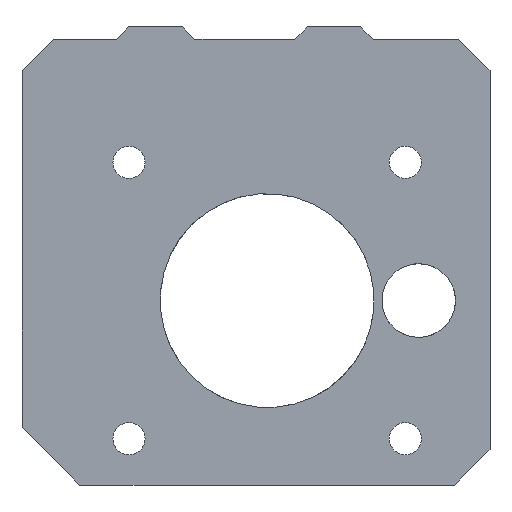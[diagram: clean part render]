
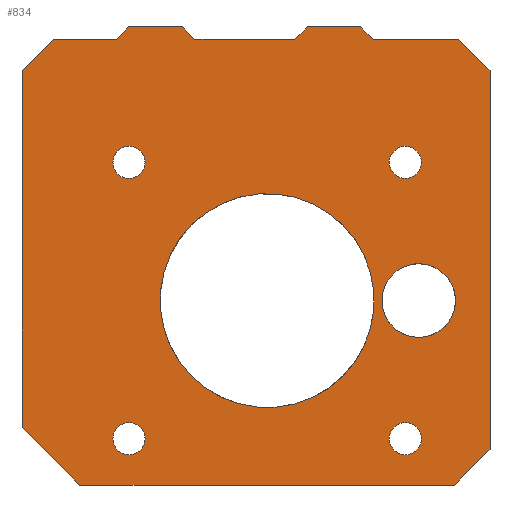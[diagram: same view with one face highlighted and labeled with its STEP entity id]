
A CAD part, front view. The second image highlights one B-rep face of the part: STEP entity #834.
In plain terms, the highlighted planar face has unit normal (0, -1, 0).
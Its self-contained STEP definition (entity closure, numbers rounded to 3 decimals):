
#32=FACE_BOUND('',#144,.T.);
#33=FACE_BOUND('',#145,.T.);
#34=FACE_BOUND('',#146,.T.);
#35=FACE_BOUND('',#147,.T.);
#36=FACE_BOUND('',#148,.T.);
#37=FACE_BOUND('',#149,.T.);
#66=CIRCLE('',#889,4.125);
#67=CIRCLE('',#890,1.8);
#68=CIRCLE('',#891,1.8);
#69=CIRCLE('',#892,1.8);
#70=CIRCLE('',#893,1.8);
#71=CIRCLE('',#894,12.);
#94=FACE_OUTER_BOUND('',#143,.T.);
#143=EDGE_LOOP('',(#624,#625,#626,#627,#628,#629,#630,#631,#632,#633,#634,
#635,#636,#637,#638,#639));
#144=EDGE_LOOP('',(#640));
#145=EDGE_LOOP('',(#641));
#146=EDGE_LOOP('',(#642));
#147=EDGE_LOOP('',(#643));
#148=EDGE_LOOP('',(#644));
#149=EDGE_LOOP('',(#645));
#209=LINE('',#1186,#293);
#213=LINE('',#1195,#297);
#217=LINE('',#1204,#301);
#221=LINE('',#1213,#305);
#223=LINE('',#1217,#307);
#227=LINE('',#1225,#311);
#231=LINE('',#1232,#315);
#235=LINE('',#1239,#319);
#246=LINE('',#1275,#330);
#247=LINE('',#1277,#331);
#248=LINE('',#1279,#332);
#249=LINE('',#1280,#333);
#250=LINE('',#1282,#334);
#251=LINE('',#1284,#335);
#252=LINE('',#1285,#336);
#253=LINE('',#1286,#337);
#293=VECTOR('',#952,10.);
#297=VECTOR('',#958,10.);
#301=VECTOR('',#964,10.);
#305=VECTOR('',#970,10.);
#307=VECTOR('',#974,10.);
#311=VECTOR('',#978,10.);
#315=VECTOR('',#984,10.);
#319=VECTOR('',#990,10.);
#330=VECTOR('',#1019,10.);
#331=VECTOR('',#1020,10.);
#332=VECTOR('',#1021,10.);
#333=VECTOR('',#1022,10.);
#334=VECTOR('',#1023,10.);
#335=VECTOR('',#1024,10.);
#336=VECTOR('',#1025,10.);
#337=VECTOR('',#1026,10.);
#377=VERTEX_POINT('',#1183);
#378=VERTEX_POINT('',#1185);
#381=VERTEX_POINT('',#1192);
#382=VERTEX_POINT('',#1194);
#385=VERTEX_POINT('',#1201);
#386=VERTEX_POINT('',#1203);
#389=VERTEX_POINT('',#1210);
#390=VERTEX_POINT('',#1212);
#391=VERTEX_POINT('',#1216);
#394=VERTEX_POINT('',#1222);
#395=VERTEX_POINT('',#1224);
#415=VERTEX_POINT('',#1274);
#416=VERTEX_POINT('',#1276);
#417=VERTEX_POINT('',#1278);
#418=VERTEX_POINT('',#1281);
#419=VERTEX_POINT('',#1283);
#420=VERTEX_POINT('',#1287);
#421=VERTEX_POINT('',#1289);
#422=VERTEX_POINT('',#1291);
#423=VERTEX_POINT('',#1293);
#424=VERTEX_POINT('',#1295);
#425=VERTEX_POINT('',#1297);
#459=EDGE_CURVE('',#377,#378,#209,.T.);
#463=EDGE_CURVE('',#381,#382,#213,.T.);
#467=EDGE_CURVE('',#385,#386,#217,.T.);
#471=EDGE_CURVE('',#389,#390,#221,.T.);
#473=EDGE_CURVE('',#391,#382,#223,.T.);
#477=EDGE_CURVE('',#395,#394,#227,.T.);
#481=EDGE_CURVE('',#378,#385,#231,.T.);
#485=EDGE_CURVE('',#389,#386,#235,.T.);
#503=EDGE_CURVE('',#377,#415,#246,.T.);
#504=EDGE_CURVE('',#416,#415,#247,.T.);
#505=EDGE_CURVE('',#417,#416,#248,.T.);
#506=EDGE_CURVE('',#395,#417,#249,.T.);
#507=EDGE_CURVE('',#418,#394,#250,.T.);
#508=EDGE_CURVE('',#419,#418,#251,.T.);
#509=EDGE_CURVE('',#391,#419,#252,.T.);
#510=EDGE_CURVE('',#381,#390,#253,.T.);
#511=EDGE_CURVE('',#420,#420,#66,.T.);
#512=EDGE_CURVE('',#421,#421,#67,.T.);
#513=EDGE_CURVE('',#422,#422,#68,.T.);
#514=EDGE_CURVE('',#423,#423,#69,.T.);
#515=EDGE_CURVE('',#424,#424,#70,.T.);
#516=EDGE_CURVE('',#425,#425,#71,.T.);
#624=ORIENTED_EDGE('',*,*,#459,.F.);
#625=ORIENTED_EDGE('',*,*,#503,.T.);
#626=ORIENTED_EDGE('',*,*,#504,.F.);
#627=ORIENTED_EDGE('',*,*,#505,.F.);
#628=ORIENTED_EDGE('',*,*,#506,.F.);
#629=ORIENTED_EDGE('',*,*,#477,.T.);
#630=ORIENTED_EDGE('',*,*,#507,.F.);
#631=ORIENTED_EDGE('',*,*,#508,.F.);
#632=ORIENTED_EDGE('',*,*,#509,.F.);
#633=ORIENTED_EDGE('',*,*,#473,.T.);
#634=ORIENTED_EDGE('',*,*,#463,.F.);
#635=ORIENTED_EDGE('',*,*,#510,.T.);
#636=ORIENTED_EDGE('',*,*,#471,.F.);
#637=ORIENTED_EDGE('',*,*,#485,.T.);
#638=ORIENTED_EDGE('',*,*,#467,.F.);
#639=ORIENTED_EDGE('',*,*,#481,.F.);
#640=ORIENTED_EDGE('',*,*,#511,.F.);
#641=ORIENTED_EDGE('',*,*,#512,.F.);
#642=ORIENTED_EDGE('',*,*,#513,.F.);
#643=ORIENTED_EDGE('',*,*,#514,.F.);
#644=ORIENTED_EDGE('',*,*,#515,.F.);
#645=ORIENTED_EDGE('',*,*,#516,.T.);
#801=PLANE('',#888);
#834=ADVANCED_FACE('',(#94,#32,#33,#34,#35,#36,#37),#801,.F.);
#888=AXIS2_PLACEMENT_3D('',#1273,#1017,#1018);
#889=AXIS2_PLACEMENT_3D('',#1288,#1027,#1028);
#890=AXIS2_PLACEMENT_3D('',#1290,#1029,#1030);
#891=AXIS2_PLACEMENT_3D('',#1292,#1031,#1032);
#892=AXIS2_PLACEMENT_3D('',#1294,#1033,#1034);
#893=AXIS2_PLACEMENT_3D('',#1296,#1035,#1036);
#894=AXIS2_PLACEMENT_3D('',#1298,#1037,#1038);
#952=DIRECTION('',(0.707,0.,-0.707));
#958=DIRECTION('',(0.707,0.,0.707));
#964=DIRECTION('',(-0.707,0.,-0.707));
#970=DIRECTION('',(-0.707,0.,0.707));
#974=DIRECTION('',(-1.,0.,0.));
#978=DIRECTION('',(-1.,0.,0.));
#984=DIRECTION('',(0.,0.,-1.));
#990=DIRECTION('',(1.,0.,0.));
#1017=DIRECTION('center_axis',(0.,1.,0.));
#1018=DIRECTION('ref_axis',(1.,0.,0.));
#1019=DIRECTION('',(-1.,0.,0.));
#1020=DIRECTION('',(0.707,0.,-0.707));
#1021=DIRECTION('',(1.,0.,0.));
#1022=DIRECTION('',(0.707,0.,0.707));
#1023=DIRECTION('',(0.707,0.,-0.707));
#1024=DIRECTION('',(1.,0.,0.));
#1025=DIRECTION('',(0.707,0.,0.707));
#1026=DIRECTION('',(0.,0.,-1.));
#1027=DIRECTION('center_axis',(0.,-1.,0.));
#1028=DIRECTION('ref_axis',(1.,0.,0.));
#1029=DIRECTION('center_axis',(0.,-1.,0.));
#1030=DIRECTION('ref_axis',(1.,0.,0.));
#1031=DIRECTION('center_axis',(0.,-1.,0.));
#1032=DIRECTION('ref_axis',(1.,0.,0.));
#1033=DIRECTION('center_axis',(0.,-1.,0.));
#1034=DIRECTION('ref_axis',(1.,0.,0.));
#1035=DIRECTION('center_axis',(0.,-1.,0.));
#1036=DIRECTION('ref_axis',(1.,0.,0.));
#1037=DIRECTION('center_axis',(0.,1.,0.));
#1038=DIRECTION('ref_axis',(1.,0.,0.));
#1183=CARTESIAN_POINT('',(22.75,0.,0.));
#1185=CARTESIAN_POINT('',(26.25,0.,-3.5));
#1186=CARTESIAN_POINT('',(10.5,0.,12.25));
#1192=CARTESIAN_POINT('',(-26.25,0.,-3.5));
#1194=CARTESIAN_POINT('',(-22.75,0.,0.));
#1195=CARTESIAN_POINT('',(-25.375,0.,-2.625));
#1201=CARTESIAN_POINT('',(26.25,0.,-46.));
#1203=CARTESIAN_POINT('',(22.25,0.,-50.));
#1204=CARTESIAN_POINT('',(24.625,0.,-47.625));
#1210=CARTESIAN_POINT('',(-19.75,0.,-50.));
#1212=CARTESIAN_POINT('',(-26.25,0.,-43.5));
#1213=CARTESIAN_POINT('',(-33.875,0.,-35.875));
#1216=CARTESIAN_POINT('',(-15.65,0.,0.));
#1217=CARTESIAN_POINT('',(26.25,0.,0.));
#1222=CARTESIAN_POINT('',(-6.85,0.,0.));
#1224=CARTESIAN_POINT('',(4.35,0.,0.));
#1225=CARTESIAN_POINT('',(26.25,0.,0.));
#1232=CARTESIAN_POINT('',(26.25,0.,0.));
#1239=CARTESIAN_POINT('',(26.25,0.,-50.));
#1273=CARTESIAN_POINT('Origin',(-26.25,0.,0.));
#1274=CARTESIAN_POINT('',(13.15,0.,0.));
#1275=CARTESIAN_POINT('',(26.25,0.,0.));
#1276=CARTESIAN_POINT('',(11.75,0.,1.4));
#1277=CARTESIAN_POINT('',(11.75,0.,1.4));
#1278=CARTESIAN_POINT('',(5.75,0.,1.4));
#1279=CARTESIAN_POINT('',(5.75,0.,1.4));
#1280=CARTESIAN_POINT('',(4.35,0.,0.));
#1281=CARTESIAN_POINT('',(-8.25,0.,1.4));
#1282=CARTESIAN_POINT('',(-8.25,0.,1.4));
#1283=CARTESIAN_POINT('',(-14.25,0.,1.4));
#1284=CARTESIAN_POINT('',(-14.25,0.,1.4));
#1285=CARTESIAN_POINT('',(-15.65,0.,0.));
#1286=CARTESIAN_POINT('',(-26.25,0.,0.));
#1287=CARTESIAN_POINT('',(14.248,0.,-28.3));
#1288=CARTESIAN_POINT('Origin',(18.25,0.,-29.3));
#1289=CARTESIAN_POINT('',(14.95,0.,-44.8));
#1290=CARTESIAN_POINT('Origin',(16.75,0.,-44.8));
#1291=CARTESIAN_POINT('',(14.95,0.,-13.8));
#1292=CARTESIAN_POINT('Origin',(16.75,0.,-13.8));
#1293=CARTESIAN_POINT('',(-16.05,0.,-44.8));
#1294=CARTESIAN_POINT('Origin',(-14.25,0.,-44.8));
#1295=CARTESIAN_POINT('',(-16.05,0.,-13.8));
#1296=CARTESIAN_POINT('Origin',(-14.25,0.,-13.8));
#1297=CARTESIAN_POINT('',(13.208,0.,-28.3));
#1298=CARTESIAN_POINT('Origin',(1.25,0.,-29.3));
